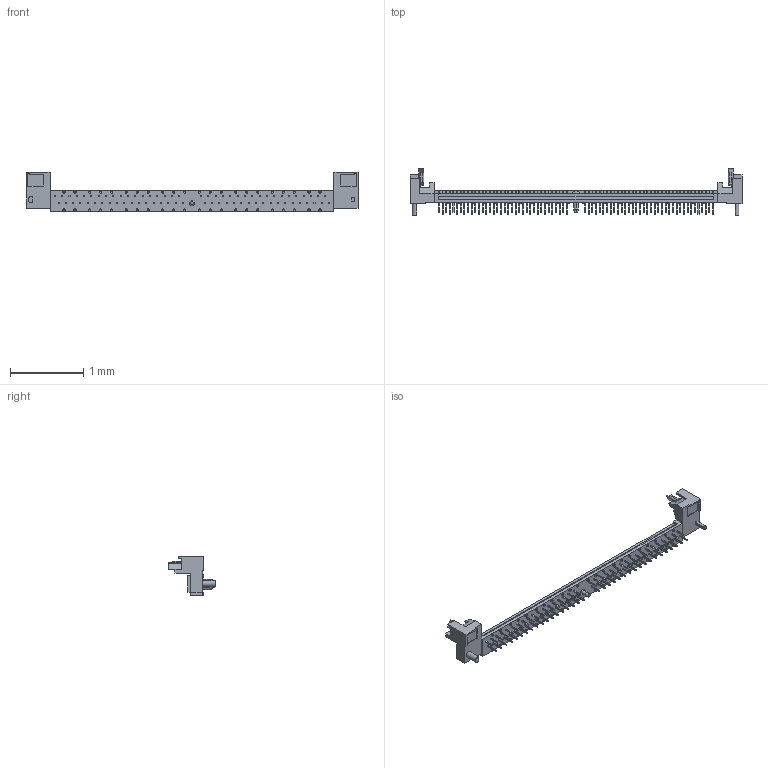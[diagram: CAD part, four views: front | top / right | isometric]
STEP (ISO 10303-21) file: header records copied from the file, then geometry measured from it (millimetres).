
FILE_DESCRIPTION((''),'2;1');
FILE_NAME('C-5822137-03-3','2007-09-06T',('workeradm'),('Tyco Electronics Corporation'),'PRO/ENGINEER BY PARAMETRIC TECHNOLOGY CORPORATION, 2005450','PRO/ENGINEER BY PARAMETRIC TECHNOLOGY CORPORATION, 2005450','');
FILE_SCHEMA(('CONFIG_CONTROL_DESIGN', 'GEOMETRIC_VALIDATION_PROPERTIES_MIM'));
Length unit declared in the file: millimetre
Products named in the file (1): C-5822137-03-3
Bounding box: 4.54 x 0.64 x 0.54 mm (x, y, z)
Volume: 0.2 mm3; surface area: 6.5 mm2
Topology: 1 solids, 1 shells, 1657 faces, 4228 edges, 2765 vertices
Faces by surface type: plane 1340, cylinder 314, cone 2, sphere 1
Entity records: 49547 total; most frequent: CARTESIAN_POINT 8666, ORIENTED_EDGE 8454, DIRECTION 8176, EDGE_CURVE 4227, VECTOR 3588, LINE 3588, VERTEX_POINT 2765, AXIS2_PLACEMENT_3D 2294
